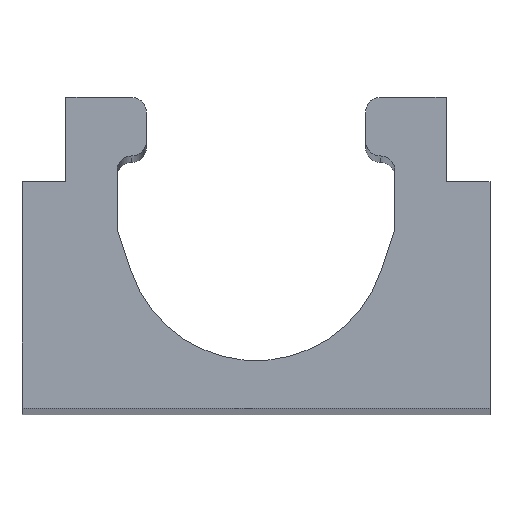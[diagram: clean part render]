
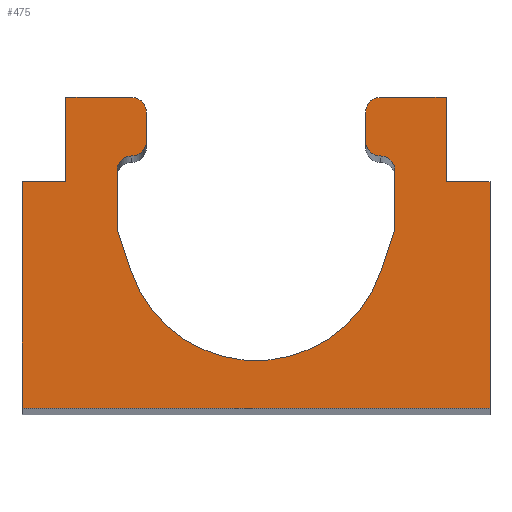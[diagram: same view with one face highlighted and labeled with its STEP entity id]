
A CAD part, top view. The second image highlights one B-rep face of the part: STEP entity #475.
In plain terms, the highlighted planar face has unit normal (0, 0, 1).
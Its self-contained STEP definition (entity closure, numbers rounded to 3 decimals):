
#20=CIRCLE('',#497,0.2);
#22=CIRCLE('',#501,0.2);
#24=CIRCLE('',#504,0.2);
#26=CIRCLE('',#509,1.8);
#28=CIRCLE('',#514,0.2);
#30=CIRCLE('',#517,0.2);
#32=CIRCLE('',#521,0.2);
#151=ORIENTED_EDGE('',*,*,#173,.T.);
#152=ORIENTED_EDGE('',*,*,#177,.T.);
#153=ORIENTED_EDGE('',*,*,#180,.T.);
#154=ORIENTED_EDGE('',*,*,#183,.T.);
#155=ORIENTED_EDGE('',*,*,#186,.T.);
#156=ORIENTED_EDGE('',*,*,#189,.T.);
#157=ORIENTED_EDGE('',*,*,#192,.T.);
#158=ORIENTED_EDGE('',*,*,#195,.T.);
#159=ORIENTED_EDGE('',*,*,#198,.T.);
#160=ORIENTED_EDGE('',*,*,#201,.T.);
#161=ORIENTED_EDGE('',*,*,#204,.F.);
#162=ORIENTED_EDGE('',*,*,#207,.T.);
#163=ORIENTED_EDGE('',*,*,#210,.T.);
#164=ORIENTED_EDGE('',*,*,#213,.F.);
#165=ORIENTED_EDGE('',*,*,#216,.T.);
#166=ORIENTED_EDGE('',*,*,#219,.T.);
#167=ORIENTED_EDGE('',*,*,#222,.F.);
#168=ORIENTED_EDGE('',*,*,#225,.T.);
#169=ORIENTED_EDGE('',*,*,#228,.T.);
#170=ORIENTED_EDGE('',*,*,#231,.T.);
#171=ORIENTED_EDGE('',*,*,#234,.T.);
#172=ORIENTED_EDGE('',*,*,#237,.T.);
#173=EDGE_CURVE('',#239,#240,#283,.T.);
#177=EDGE_CURVE('',#240,#243,#287,.T.);
#180=EDGE_CURVE('',#243,#245,#290,.T.);
#183=EDGE_CURVE('',#245,#247,#293,.T.);
#186=EDGE_CURVE('',#247,#249,#296,.T.);
#189=EDGE_CURVE('',#249,#251,#299,.T.);
#192=EDGE_CURVE('',#251,#253,#302,.T.);
#195=EDGE_CURVE('',#253,#255,#20,.T.);
#198=EDGE_CURVE('',#255,#257,#306,.T.);
#201=EDGE_CURVE('',#257,#259,#22,.T.);
#204=EDGE_CURVE('',#261,#259,#24,.T.);
#207=EDGE_CURVE('',#261,#263,#311,.T.);
#210=EDGE_CURVE('',#263,#265,#314,.T.);
#213=EDGE_CURVE('',#267,#265,#26,.T.);
#216=EDGE_CURVE('',#267,#269,#318,.T.);
#219=EDGE_CURVE('',#269,#271,#321,.T.);
#222=EDGE_CURVE('',#273,#271,#28,.T.);
#225=EDGE_CURVE('',#273,#275,#30,.T.);
#228=EDGE_CURVE('',#275,#277,#326,.T.);
#231=EDGE_CURVE('',#277,#279,#32,.T.);
#234=EDGE_CURVE('',#279,#281,#330,.T.);
#237=EDGE_CURVE('',#281,#239,#333,.T.);
#239=VERTEX_POINT('',#660);
#240=VERTEX_POINT('',#661);
#243=VERTEX_POINT('',#669);
#245=VERTEX_POINT('',#675);
#247=VERTEX_POINT('',#681);
#249=VERTEX_POINT('',#687);
#251=VERTEX_POINT('',#693);
#253=VERTEX_POINT('',#699);
#255=VERTEX_POINT('',#705);
#257=VERTEX_POINT('',#711);
#259=VERTEX_POINT('',#717);
#261=VERTEX_POINT('',#723);
#263=VERTEX_POINT('',#729);
#265=VERTEX_POINT('',#735);
#267=VERTEX_POINT('',#741);
#269=VERTEX_POINT('',#747);
#271=VERTEX_POINT('',#753);
#273=VERTEX_POINT('',#759);
#275=VERTEX_POINT('',#765);
#277=VERTEX_POINT('',#771);
#279=VERTEX_POINT('',#777);
#281=VERTEX_POINT('',#783);
#283=LINE('',#659,#335);
#287=LINE('',#668,#339);
#290=LINE('',#674,#342);
#293=LINE('',#680,#345);
#296=LINE('',#686,#348);
#299=LINE('',#692,#351);
#302=LINE('',#698,#354);
#306=LINE('',#710,#358);
#311=LINE('',#728,#363);
#314=LINE('',#734,#366);
#318=LINE('',#746,#370);
#321=LINE('',#752,#373);
#326=LINE('',#770,#378);
#330=LINE('',#782,#382);
#333=LINE('',#788,#385);
#335=VECTOR('',#531,1000.);
#339=VECTOR('',#537,1000.);
#342=VECTOR('',#542,1000.);
#345=VECTOR('',#547,1000.);
#348=VECTOR('',#552,1000.);
#351=VECTOR('',#557,1000.);
#354=VECTOR('',#562,1000.);
#358=VECTOR('',#574,1000.);
#363=VECTOR('',#593,1000.);
#366=VECTOR('',#598,1000.);
#370=VECTOR('',#610,1000.);
#373=VECTOR('',#615,1000.);
#378=VECTOR('',#634,1000.);
#382=VECTOR('',#646,1000.);
#385=VECTOR('',#651,1000.);
#410=EDGE_LOOP('',(#151,#152,#153,#154,#155,#156,#157,#158,#159,#160,#161,
#162,#163,#164,#165,#166,#167,#168,#169,#170,#171,#172));
#434=FACE_BOUND('',#410,.T.);
#451=PLANE('',#526);
#475=ADVANCED_FACE('',(#434),#451,.T.);
#497=AXIS2_PLACEMENT_3D('',#704,#567,#568);
#501=AXIS2_PLACEMENT_3D('',#716,#579,#580);
#504=AXIS2_PLACEMENT_3D('',#722,#586,#587);
#509=AXIS2_PLACEMENT_3D('',#740,#603,#604);
#514=AXIS2_PLACEMENT_3D('',#758,#620,#621);
#517=AXIS2_PLACEMENT_3D('',#764,#627,#628);
#521=AXIS2_PLACEMENT_3D('',#776,#639,#640);
#526=AXIS2_PLACEMENT_3D('',#791,#655,#656);
#531=DIRECTION('',(-1.,0.,0.));
#537=DIRECTION('',(0.,-1.,0.));
#542=DIRECTION('',(1.,0.,0.));
#547=DIRECTION('',(0.,1.,0.));
#552=DIRECTION('',(-1.,0.,0.));
#557=DIRECTION('',(0.,1.,0.));
#562=DIRECTION('',(-1.,0.,0.));
#567=DIRECTION('',(0.,0.,1.));
#568=DIRECTION('',(1.,0.,0.));
#574=DIRECTION('',(0.,-1.,0.));
#579=DIRECTION('',(0.,0.,1.));
#580=DIRECTION('',(1.,0.,0.));
#586=DIRECTION('',(0.,0.,1.));
#587=DIRECTION('',(1.,0.,0.));
#593=DIRECTION('',(0.,-1.,0.));
#598=DIRECTION('',(-0.32,-0.947,0.));
#603=DIRECTION('',(0.,0.,1.));
#604=DIRECTION('',(1.,0.,0.));
#610=DIRECTION('',(-0.32,0.947,0.));
#615=DIRECTION('',(0.,1.,0.));
#620=DIRECTION('',(0.,0.,1.));
#621=DIRECTION('',(1.,0.,0.));
#627=DIRECTION('',(0.,0.,1.));
#628=DIRECTION('',(1.,0.,0.));
#634=DIRECTION('',(0.,1.,0.));
#639=DIRECTION('',(0.,0.,1.));
#640=DIRECTION('',(1.,0.,0.));
#646=DIRECTION('',(-1.,0.,0.));
#651=DIRECTION('',(0.,-1.,0.));
#655=DIRECTION('',(0.,0.,1.));
#656=DIRECTION('',(1.,0.,0.));
#659=CARTESIAN_POINT('',(-2.6,3.1,0.));
#660=CARTESIAN_POINT('',(-2.6,3.1,0.));
#661=CARTESIAN_POINT('',(-3.2,3.1,0.));
#668=CARTESIAN_POINT('',(-3.2,3.1,0.));
#669=CARTESIAN_POINT('',(-3.2,0.,0.));
#674=CARTESIAN_POINT('',(-3.2,0.,0.));
#675=CARTESIAN_POINT('',(3.2,0.,0.));
#680=CARTESIAN_POINT('',(3.2,0.,0.));
#681=CARTESIAN_POINT('',(3.2,3.1,0.));
#686=CARTESIAN_POINT('',(3.2,3.1,0.));
#687=CARTESIAN_POINT('',(2.6,3.1,0.));
#692=CARTESIAN_POINT('',(2.6,3.1,0.));
#693=CARTESIAN_POINT('',(2.6,4.25,0.));
#698=CARTESIAN_POINT('',(2.6,4.25,0.));
#699=CARTESIAN_POINT('',(1.7,4.25,0.));
#704=CARTESIAN_POINT('',(1.7,4.05,0.));
#705=CARTESIAN_POINT('',(1.5,4.05,0.));
#710=CARTESIAN_POINT('',(1.5,4.05,0.));
#711=CARTESIAN_POINT('',(1.5,3.65,0.));
#716=CARTESIAN_POINT('',(1.7,3.65,0.));
#717=CARTESIAN_POINT('',(1.7,3.45,0.));
#722=CARTESIAN_POINT('',(1.7,3.25,0.));
#723=CARTESIAN_POINT('',(1.9,3.25,0.));
#728=CARTESIAN_POINT('',(1.9,3.25,0.));
#729=CARTESIAN_POINT('',(1.9,2.45,0.));
#734=CARTESIAN_POINT('',(1.9,2.45,0.));
#735=CARTESIAN_POINT('',(1.705,1.874,0.));
#740=CARTESIAN_POINT('',(0.,2.45,0.));
#741=CARTESIAN_POINT('',(-1.705,1.874,0.));
#746=CARTESIAN_POINT('',(-1.705,1.874,0.));
#747=CARTESIAN_POINT('',(-1.9,2.45,0.));
#752=CARTESIAN_POINT('',(-1.9,2.45,0.));
#753=CARTESIAN_POINT('',(-1.9,3.25,0.));
#758=CARTESIAN_POINT('',(-1.7,3.25,0.));
#759=CARTESIAN_POINT('',(-1.7,3.45,0.));
#764=CARTESIAN_POINT('',(-1.7,3.65,0.));
#765=CARTESIAN_POINT('',(-1.5,3.65,0.));
#770=CARTESIAN_POINT('',(-1.5,3.65,0.));
#771=CARTESIAN_POINT('',(-1.5,4.05,0.));
#776=CARTESIAN_POINT('',(-1.7,4.05,0.));
#777=CARTESIAN_POINT('',(-1.7,4.25,0.));
#782=CARTESIAN_POINT('',(-1.7,4.25,0.));
#783=CARTESIAN_POINT('',(-2.6,4.25,0.));
#788=CARTESIAN_POINT('',(-2.6,4.25,0.));
#791=CARTESIAN_POINT('',(1.7,4.05,0.));
